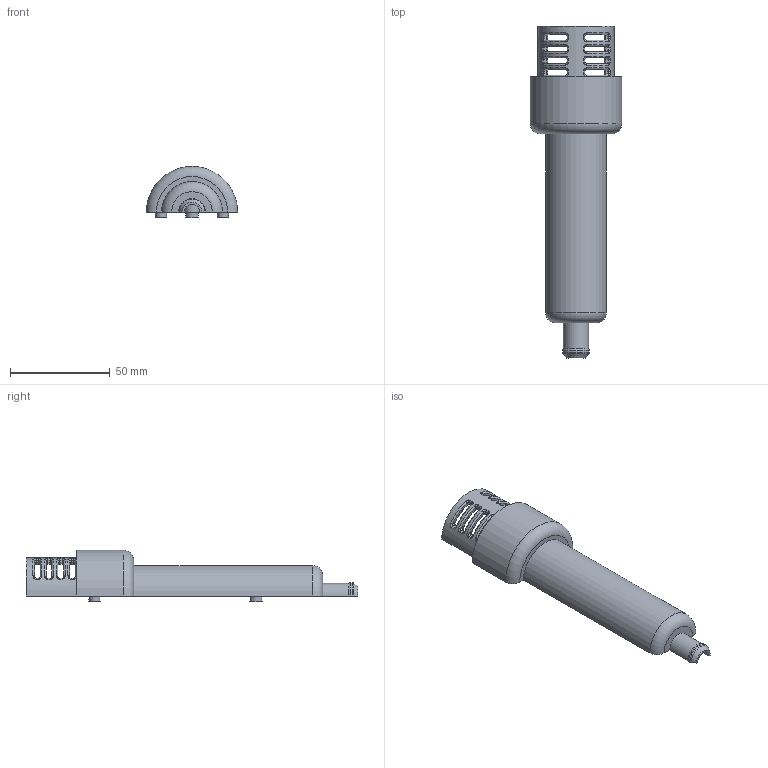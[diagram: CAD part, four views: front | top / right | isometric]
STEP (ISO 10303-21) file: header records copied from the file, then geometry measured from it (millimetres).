
FILE_DESCRIPTION(/* description */ ('STEP AP242','CAx-IF Rec.Pracs.---Representation and Presentation of Product Manufacturing Information (PMI)---4.0---2014-10-13','CAx-IF Rec.Pracs.---3D Tessellated Geometry---0.4---2014-09-14','2;1'),/* implementation_level */ '2;1');
FILE_NAME(/* name */ '6685e40b39a21f14b0b0fbb4',/* time_stamp */ '2024-07-03T23:51:40Z',/* author */ (''),/* organization */ (''),/* preprocessor_version */ 'ST-DEVELOPER v20',/* originating_system */ ' ',/* authorisation */ ' ');
FILE_SCHEMA (('AP242_MANAGED_MODEL_BASED_3D_ENGINEERING_MIM_LF { 1 0 10303 442 1 1 4 }'));
Length unit declared in the file: metre
Products named in the file (2): Top Shell; Top
Assembly tree (1 placements, depth 2):
  Top Shell
    Top
Bounding box: 45.72 x 166.24 x 25.65 mm (x, y, z)
Volume: 29942.6 mm3; surface area: 22013.6 mm2
Topology: 1 solids, 1 shells, 409 faces, 1038 edges, 635 vertices
Faces by surface type: plane 155, cylinder 127, bspline 69, torus 43, sphere 10, cone 5
Full cylindrical faces by diameter (mm): 2.286 x5, 2.799 x1, 5.588 x2, 8.128 x1
Entity records: 13324 total; most frequent: CARTESIAN_POINT 3861, ORIENTED_EDGE 2026, DIRECTION 1898, EDGE_CURVE 1013, AXIS2_PLACEMENT_3D 709, VERTEX_POINT 631, LINE 480, VECTOR 480
